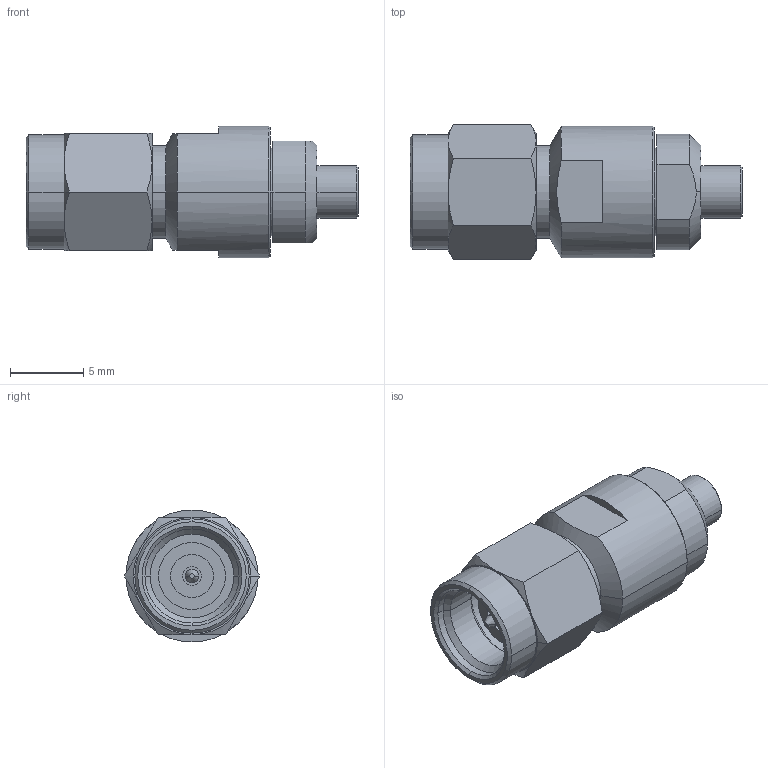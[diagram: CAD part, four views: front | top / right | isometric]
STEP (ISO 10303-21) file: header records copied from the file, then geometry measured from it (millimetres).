
FILE_DESCRIPTION (( 'STEP AP214' ), '1' );
FILE_NAME ('FMAD10176_3D.step', '2026-03-10T19:34:46', ( '' ), ( '' ), 'SwSTEP 2.0', 'SolidWorks 2025', '' );
FILE_SCHEMA (( 'AUTOMOTIVE_DESIGN' ));
Length unit declared in the file: millimetre
Products named in the file (1): FMAD10176_3D
Bounding box: 22.65 x 9.24 x 9 mm (x, y, z)
Volume: 1089.9 mm3; surface area: 1220.7 mm2
Topology: 3 solids, 3 shells, 113 faces, 251 edges, 153 vertices
Faces by surface type: cone 42, cylinder 41, plane 28, sphere 2
Entity records: 3198 total; most frequent: CARTESIAN_POINT 622, DIRECTION 575, ORIENTED_EDGE 494, EDGE_CURVE 247, AXIS2_PLACEMENT_3D 244, VERTEX_POINT 151, CIRCLE 130, EDGE_LOOP 126
